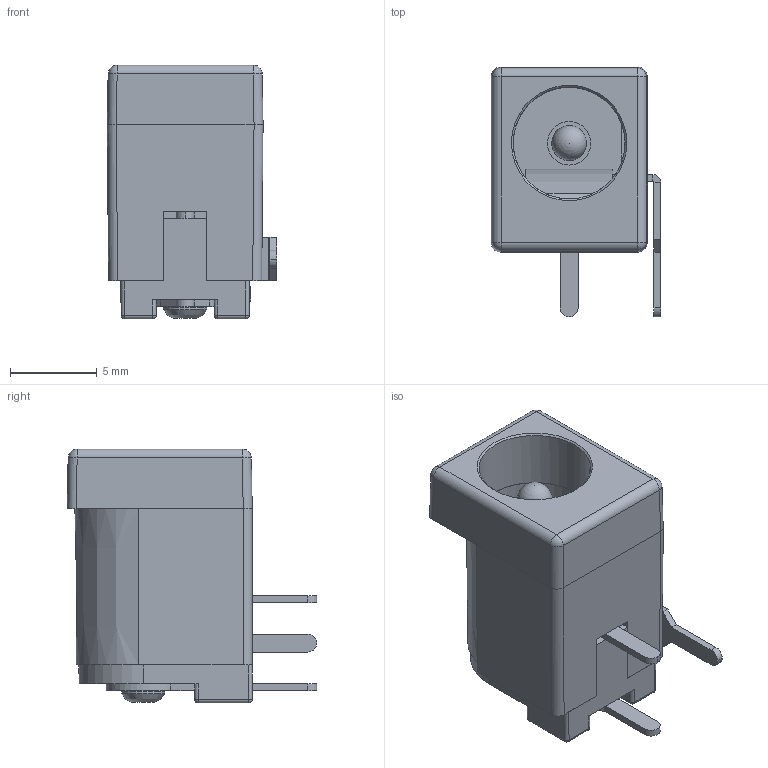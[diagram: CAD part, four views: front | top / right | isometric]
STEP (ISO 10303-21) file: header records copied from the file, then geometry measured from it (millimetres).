
FILE_DESCRIPTION(/* description */ ('STEP AP214'),/* implementation_level */ '2;1');
FILE_NAME(/* name */ 'DC Power Jack 5.5mm x 2.1mm v1.step',/* time_stamp */ '2025-06-11T22:29:48+08:00',/* author */ (''),/* organization */ (''),/* preprocessor_version */ 'ST-DEVELOPER v20.1',/* originating_system */ 'Autodesk Translation Framework v14.10.0.0',/* authorisation */ '');
FILE_SCHEMA (('AUTOMOTIVE_DESIGN { 1 0 10303 214 3 1 1 }'));
Length unit declared in the file: millimetre
Products named in the file (1): DC Power Jack 5.5mm x 2.1mm
Bounding box: 9.77 x 14.38 x 14.62 mm (x, y, z)
Volume: 645.9 mm3; surface area: 1625.2 mm2
Topology: 6 solids, 6 shells, 185 faces, 439 edges, 255 vertices
Faces by surface type: plane 109, cylinder 56, sphere 13, cone 3, torus 3, bspline 1
Full cylindrical faces by diameter (mm): 1.22 x1, 1.25 x2, 2 x2, 2.5 x2, 6.45 x1
Entity records: 5232 total; most frequent: DIRECTION 926, CARTESIAN_POINT 893, ORIENTED_EDGE 852, EDGE_CURVE 426, AXIS2_PLACEMENT_3D 315, LINE 296, VECTOR 296, VERTEX_POINT 255
